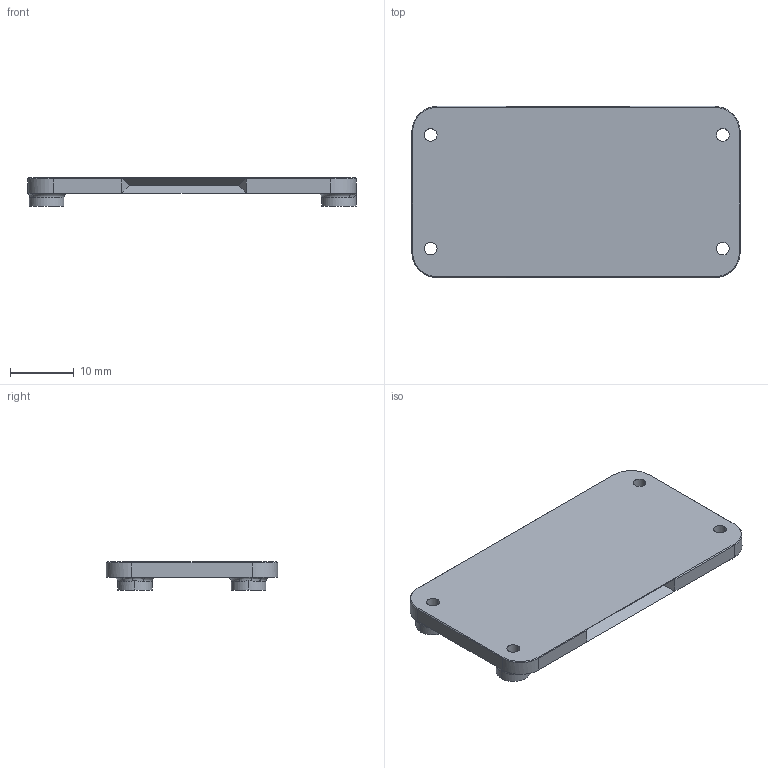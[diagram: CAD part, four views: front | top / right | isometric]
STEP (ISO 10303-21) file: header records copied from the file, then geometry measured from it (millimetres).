
FILE_DESCRIPTION (( 'STEP AP214' ), '1' );
FILE_NAME ('case_bottom_prototype.STEP', '2021-03-02T00:30:24', ( '' ), ( '' ), 'SwSTEP 2.0', 'SolidWorks 2020', '' );
FILE_SCHEMA (( 'AUTOMOTIVE_DESIGN' ));
Length unit declared in the file: millimetre
Products named in the file (1): case_bottom_prototype
Bounding box: 51.36 x 26.8 x 4.4 mm (x, y, z)
Volume: 3324.9 mm3; surface area: 3338.4 mm2
Topology: 1 solids, 1 shells, 72 faces, 176 edges, 102 vertices
Faces by surface type: plane 24, cylinder 20, cone 12, bspline 10, torus 6
Entity records: 2352 total; most frequent: CARTESIAN_POINT 645, DIRECTION 362, ORIENTED_EDGE 344, EDGE_CURVE 172, AXIS2_PLACEMENT_3D 139, VERTEX_POINT 102, LINE 84, VECTOR 84
